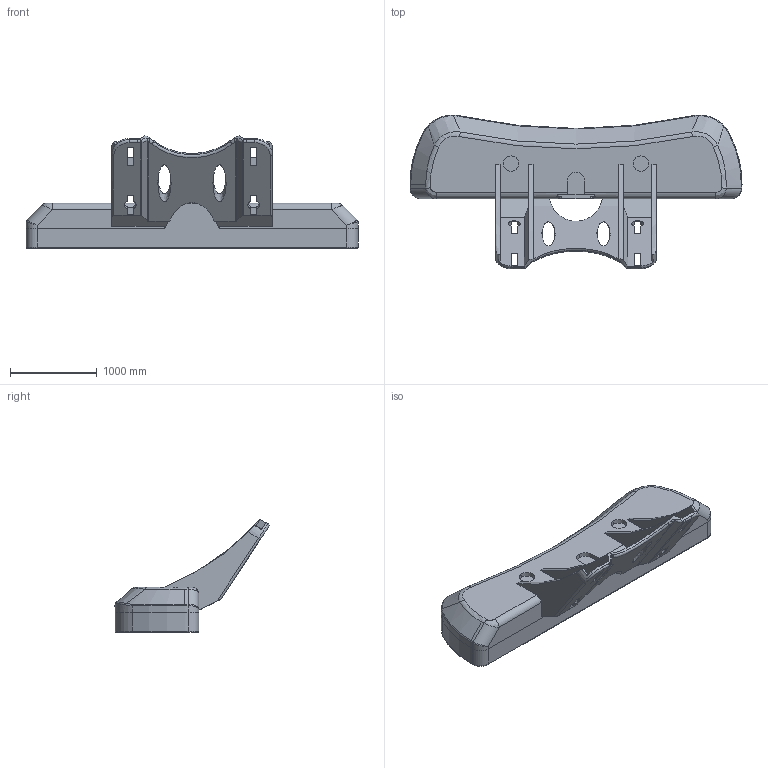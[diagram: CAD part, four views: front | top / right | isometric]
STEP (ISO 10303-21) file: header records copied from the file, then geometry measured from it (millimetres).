
FILE_DESCRIPTION((''),'2;1');
FILE_NAME('JCHT35J_ASM','2020-01-07T08:48:53',('u'),('捷昌驱动'),'CREO PARAMETRIC BY PTC INC, 2018100','CREO PARAMETRIC BY PTC INC, 2018100','');
FILE_SCHEMA(('CONFIG_CONTROL_DESIGN'));
Length unit declared in the file: millimetre
Products named in the file (4): ASM0001_ASM_STP-1_2_STP-1-SOLID; _10001; JCHT35J_1_ASM; JCHT35J_ASM
Assembly tree (3 placements, depth 3):
  JCHT35J_ASM
    JCHT35J_1_ASM
      ASM0001_ASM_STP-1_2_STP-1-SOLID
      _10001
Bounding box: 3831.28 x 1777.37 x 1298.97 mm (x, y, z)
Volume: 1029657504.9 mm3; surface area: 28106694.5 mm2
Topology: 2 solids, 15 shells, 367 faces, 967 edges, 632 vertices
Faces by surface type: plane 156, cylinder 141, torus 30, bspline 26, cone 8, extrusion 4, sphere 2
Entity records: 12963 total; most frequent: CARTESIAN_POINT 3754, ORIENTED_EDGE 1932, DIRECTION 1912, EDGE_CURVE 966, AXIS2_PLACEMENT_3D 715, VERTEX_POINT 632, VECTOR 482, LINE 478
